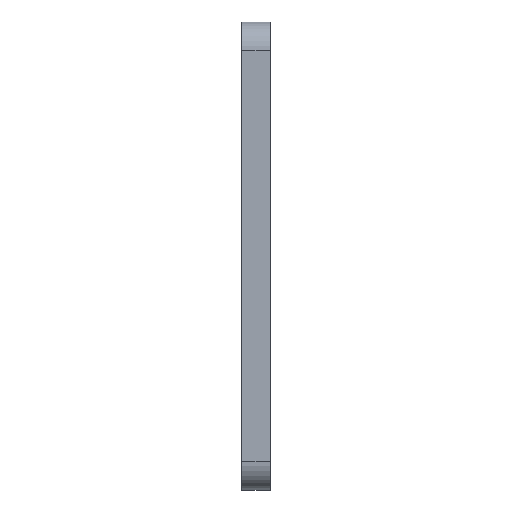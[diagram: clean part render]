
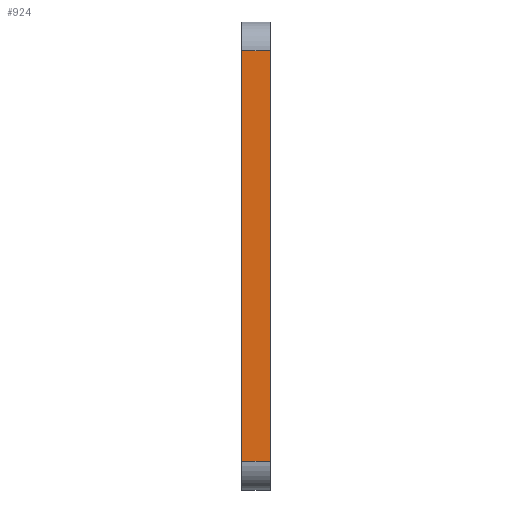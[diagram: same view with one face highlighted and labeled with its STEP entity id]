
A CAD part, left-side view. The second image highlights one B-rep face of the part: STEP entity #924.
In plain terms, the highlighted planar face has unit normal (-1, 0, 0).
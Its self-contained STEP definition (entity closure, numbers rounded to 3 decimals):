
#32=PLANE('',#1038);
#60=FACE_OUTER_BOUND('',#120,.T.);
#120=EDGE_LOOP('',(#739,#740,#741,#742));
#182=LINE('',#1466,#268);
#197=LINE('',#1529,#283);
#209=LINE('',#1572,#295);
#210=LINE('',#1573,#296);
#268=VECTOR('',#1168,1000.);
#283=VECTOR('',#1219,1000.);
#295=VECTOR('',#1257,1000.);
#296=VECTOR('',#1258,1000.);
#423=VERTEX_POINT('',#1463);
#424=VERTEX_POINT('',#1465);
#453=VERTEX_POINT('',#1526);
#454=VERTEX_POINT('',#1528);
#522=EDGE_CURVE('',#423,#424,#182,.T.);
#554=EDGE_CURVE('',#454,#453,#197,.T.);
#577=EDGE_CURVE('',#423,#454,#209,.T.);
#578=EDGE_CURVE('',#453,#424,#210,.T.);
#739=ORIENTED_EDGE('',*,*,#522,.F.);
#740=ORIENTED_EDGE('',*,*,#577,.T.);
#741=ORIENTED_EDGE('',*,*,#554,.T.);
#742=ORIENTED_EDGE('',*,*,#578,.T.);
#924=ADVANCED_FACE('',(#60),#32,.F.);
#1038=AXIS2_PLACEMENT_3D('',#1571,#1255,#1256);
#1168=DIRECTION('',(0.,0.,1.));
#1219=DIRECTION('',(0.,0.,1.));
#1255=DIRECTION('center_axis',(1.,0.,0.));
#1256=DIRECTION('ref_axis',(0.,0.,-1.));
#1257=DIRECTION('',(0.,-1.,0.));
#1258=DIRECTION('',(0.,1.,0.));
#1463=CARTESIAN_POINT('',(-84.5,2.,-28.5));
#1465=CARTESIAN_POINT('',(-84.5,2.,28.5));
#1466=CARTESIAN_POINT('',(-84.5,2.,32.5));
#1526=CARTESIAN_POINT('',(-84.5,-2.,28.5));
#1528=CARTESIAN_POINT('',(-84.5,-2.,-28.5));
#1529=CARTESIAN_POINT('',(-84.5,-2.,32.5));
#1571=CARTESIAN_POINT('Origin',(-84.5,2.,32.5));
#1572=CARTESIAN_POINT('',(-84.5,2.,-28.5));
#1573=CARTESIAN_POINT('',(-84.5,2.,28.5));
